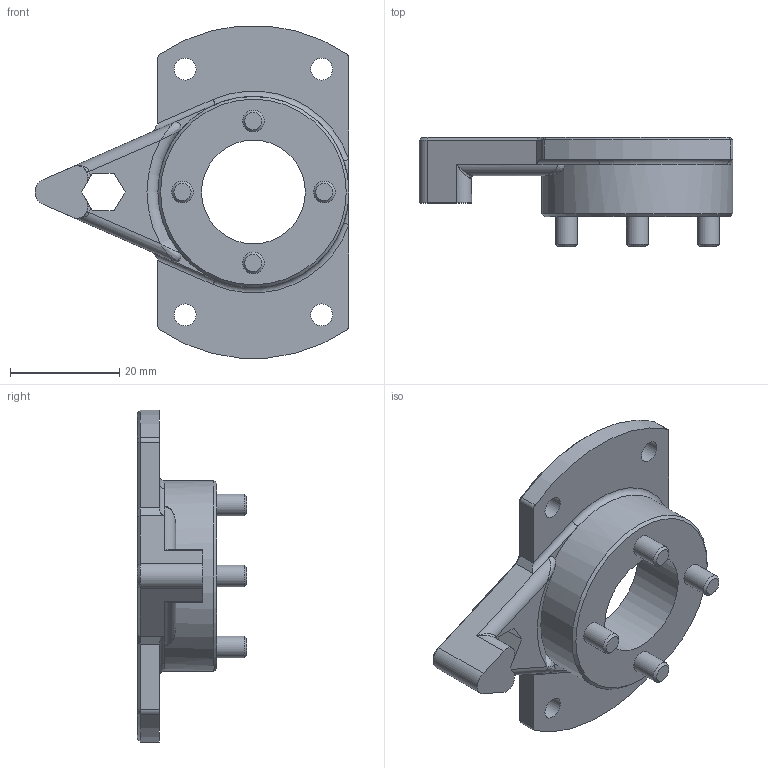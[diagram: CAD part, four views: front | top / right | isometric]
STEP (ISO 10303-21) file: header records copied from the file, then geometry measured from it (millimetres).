
FILE_DESCRIPTION(/* description */ (''),/* implementation_level */ '2;1');
FILE_NAME(/* name */ 'Plate_link.stp',/* time_stamp */ '2021-11-24T19:27:26+01:00',/* author */ ('Teo'),/* organization */ (''),/* preprocessor_version */ 'ST-DEVELOPER v18.1',/* originating_system */ 'Autodesk Inventor 2022',/* authorisation */ '');
FILE_SCHEMA (('AUTOMOTIVE_DESIGN { 1 0 10303 214 3 1 1 }'));
Length unit declared in the file: millimetre
Products named in the file (3): Plate_link; Lim_act_plate; DIN 912 - M4 x 16
Assembly tree (5 placements, depth 2):
  Plate_link
    Lim_act_plate
    DIN 912 - M4 x 16  x4
Bounding box: 57.5 x 20 x 60.81 mm (x, y, z)
Volume: 14479.7 mm3; surface area: 9375.9 mm2
Topology: 5 solids, 5 shells, 217 faces, 562 edges, 360 vertices
Faces by surface type: plane 101, bspline 50, cylinder 34, cone 16, torus 16
Full cylindrical faces by diameter (mm): 4 x12, 7 x4, 19 x1, 33 x1, 35 x1
Entity records: 6262 total; most frequent: CARTESIAN_POINT 2153, ORIENTED_EDGE 894, DIRECTION 697, EDGE_CURVE 447, VERTEX_POINT 288, LINE 243, VECTOR 243, AXIS2_PLACEMENT_3D 227
